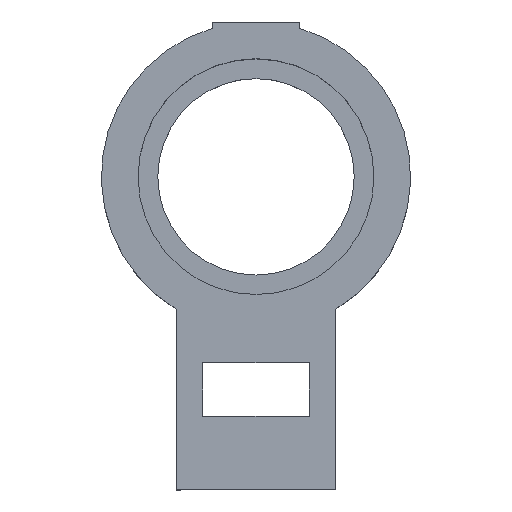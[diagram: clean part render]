
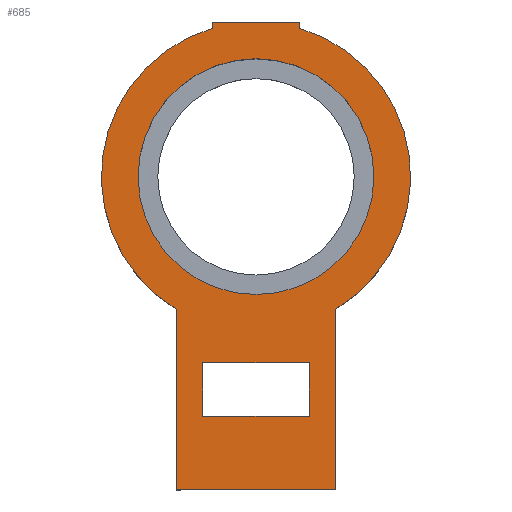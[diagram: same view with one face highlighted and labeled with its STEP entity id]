
A CAD part, top view. The second image highlights one B-rep face of the part: STEP entity #685.
In plain terms, the highlighted planar face has unit normal (0, 0, 1).
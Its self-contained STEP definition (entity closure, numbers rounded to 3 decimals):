
#22=FACE_BOUND('',#124,.T.);
#23=FACE_BOUND('',#125,.T.);
#43=PLANE('',#747);
#81=FACE_OUTER_BOUND('',#123,.T.);
#123=EDGE_LOOP('',(#626,#627,#628,#629,#630,#631,#632,#633));
#124=EDGE_LOOP('',(#634,#635,#636,#637));
#125=EDGE_LOOP('',(#638));
#154=CIRCLE('',#717,12.85);
#160=CIRCLE('',#740,16.85);
#161=CIRCLE('',#742,16.85);
#169=LINE('',#2859,#229);
#197=LINE('',#3077,#257);
#200=LINE('',#3083,#260);
#203=LINE('',#3088,#263);
#205=LINE('',#3091,#265);
#207=LINE('',#3097,#267);
#212=LINE('',#3112,#272);
#216=LINE('',#3119,#276);
#219=LINE('',#3133,#279);
#221=LINE('',#3136,#281);
#229=VECTOR('',#784,10.);
#257=VECTOR('',#840,10.);
#260=VECTOR('',#845,10.);
#263=VECTOR('',#850,10.);
#265=VECTOR('',#854,10.);
#267=VECTOR('',#858,10.);
#272=VECTOR('',#873,10.);
#276=VECTOR('',#879,10.);
#279=VECTOR('',#896,10.);
#281=VECTOR('',#900,10.);
#305=VERTEX_POINT('',#2857);
#306=VERTEX_POINT('',#2858);
#311=VERTEX_POINT('',#3023);
#329=VERTEX_POINT('',#3074);
#330=VERTEX_POINT('',#3076);
#332=VERTEX_POINT('',#3082);
#333=VERTEX_POINT('',#3087);
#334=VERTEX_POINT('',#3093);
#336=VERTEX_POINT('',#3096);
#340=VERTEX_POINT('',#3109);
#343=VERTEX_POINT('',#3116);
#345=VERTEX_POINT('',#3123);
#346=VERTEX_POINT('',#3127);
#379=EDGE_CURVE('',#305,#306,#169,.T.);
#388=EDGE_CURVE('',#311,#311,#154,.T.);
#413=EDGE_CURVE('',#330,#329,#197,.T.);
#416=EDGE_CURVE('',#332,#330,#200,.T.);
#419=EDGE_CURVE('',#333,#332,#203,.T.);
#421=EDGE_CURVE('',#329,#333,#205,.T.);
#423=EDGE_CURVE('',#336,#334,#207,.T.);
#430=EDGE_CURVE('',#334,#340,#212,.T.);
#434=EDGE_CURVE('',#336,#343,#216,.T.);
#437=EDGE_CURVE('',#345,#340,#160,.T.);
#438=EDGE_CURVE('',#343,#346,#161,.T.);
#441=EDGE_CURVE('',#306,#345,#219,.T.);
#443=EDGE_CURVE('',#346,#305,#221,.T.);
#626=ORIENTED_EDGE('',*,*,#437,.F.);
#627=ORIENTED_EDGE('',*,*,#441,.F.);
#628=ORIENTED_EDGE('',*,*,#379,.F.);
#629=ORIENTED_EDGE('',*,*,#443,.F.);
#630=ORIENTED_EDGE('',*,*,#438,.F.);
#631=ORIENTED_EDGE('',*,*,#434,.F.);
#632=ORIENTED_EDGE('',*,*,#423,.T.);
#633=ORIENTED_EDGE('',*,*,#430,.T.);
#634=ORIENTED_EDGE('',*,*,#413,.T.);
#635=ORIENTED_EDGE('',*,*,#421,.T.);
#636=ORIENTED_EDGE('',*,*,#419,.T.);
#637=ORIENTED_EDGE('',*,*,#416,.T.);
#638=ORIENTED_EDGE('',*,*,#388,.F.);
#685=ADVANCED_FACE('',(#81,#22,#23),#43,.T.);
#717=AXIS2_PLACEMENT_3D('',#3025,#796,#797);
#740=AXIS2_PLACEMENT_3D('',#3125,#885,#886);
#742=AXIS2_PLACEMENT_3D('',#3128,#889,#890);
#747=AXIS2_PLACEMENT_3D('',#3139,#904,#905);
#784=DIRECTION('',(1.,0.,0.));
#796=DIRECTION('center_axis',(0.,0.,
1.));
#797=DIRECTION('ref_axis',(1.,0.,0.));
#840=DIRECTION('',(0.,-1.,0.));
#845=DIRECTION('',(1.,0.,0.));
#850=DIRECTION('',(0.,1.,0.));
#854=DIRECTION('',(-1.,0.,0.));
#858=DIRECTION('',(1.,0.,0.));
#873=DIRECTION('',(0.,1.,0.));
#879=DIRECTION('',(0.,1.,0.));
#885=DIRECTION('center_axis',(0.,0.,
-1.));
#886=DIRECTION('ref_axis',(1.,0.,0.));
#889=DIRECTION('center_axis',(0.,0.,
-1.));
#890=DIRECTION('ref_axis',(1.,0.,0.));
#896=DIRECTION('',(0.,-1.,0.));
#900=DIRECTION('',(0.,1.,0.));
#904=DIRECTION('center_axis',(0.,0.,
1.));
#905=DIRECTION('ref_axis',(0.,-1.,0.));
#2857=CARTESIAN_POINT('',(-4.763,16.782,17.41));
#2858=CARTESIAN_POINT('',(4.762,16.782,17.41));
#2859=CARTESIAN_POINT('',(2.381,16.782,17.41));
#3023=CARTESIAN_POINT('',(-12.85,-0.068,17.41));
#3025=CARTESIAN_POINT('Origin',(0.,-0.068,
17.41));
#3074=CARTESIAN_POINT('',(5.8,-26.189,17.41));
#3076=CARTESIAN_POINT('',(5.8,-20.347,17.41));
#3077=CARTESIAN_POINT('',(5.8,-27.269,17.41));
#3082=CARTESIAN_POINT('',(-5.8,-20.347,17.41));
#3083=CARTESIAN_POINT('',(-7.25,-20.347,17.41));
#3087=CARTESIAN_POINT('',(-5.8,-26.189,17.41));
#3088=CARTESIAN_POINT('',(-5.8,-30.19,17.41));
#3091=CARTESIAN_POINT('',(-1.45,-26.189,17.41));
#3093=CARTESIAN_POINT('',(8.7,-34.19,17.41));
#3096=CARTESIAN_POINT('',(-8.7,-34.19,17.41));
#3097=CARTESIAN_POINT('',(-8.7,-34.19,17.41));
#3109=CARTESIAN_POINT('',(8.7,-14.499,17.41));
#3112=CARTESIAN_POINT('',(8.7,-16.918,17.41));
#3116=CARTESIAN_POINT('',(-8.7,-14.499,17.41));
#3119=CARTESIAN_POINT('',(-8.7,-16.918,17.41));
#3123=CARTESIAN_POINT('',(4.762,16.095,17.41));
#3125=CARTESIAN_POINT('Origin',(0.,-0.068,
17.41));
#3127=CARTESIAN_POINT('',(-4.763,16.095,17.41));
#3128=CARTESIAN_POINT('Origin',(0.,-0.068,
17.41));
#3133=CARTESIAN_POINT('',(4.762,8.013,17.41));
#3136=CARTESIAN_POINT('',(-4.763,8.357,17.41));
#3139=CARTESIAN_POINT('Origin',(0.,-0.068,
17.41));
